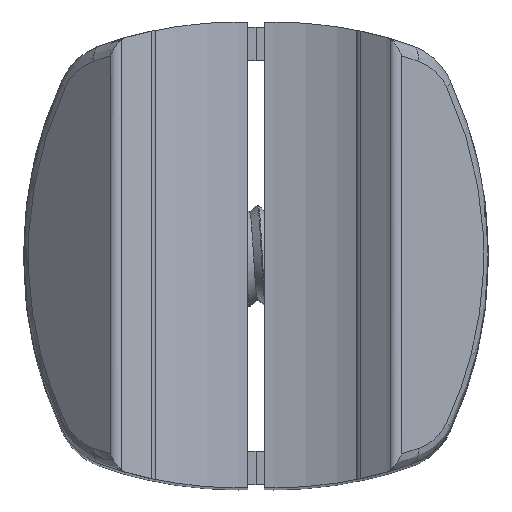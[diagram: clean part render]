
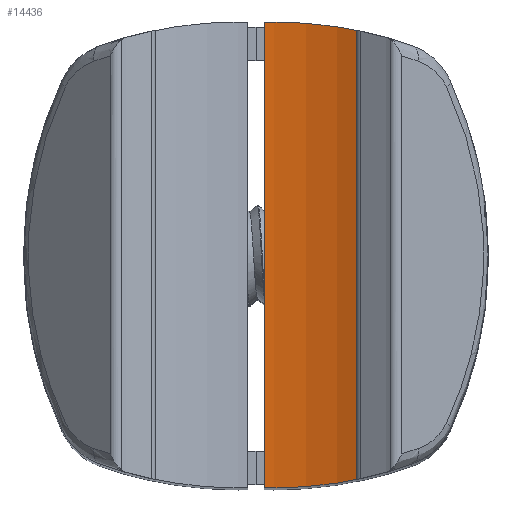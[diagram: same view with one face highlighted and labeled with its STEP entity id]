
A CAD part, top view. The second image highlights one B-rep face of the part: STEP entity #14436.
In plain terms, the highlighted cylindrical face has radius 14.2 mm (diameter 28.4 mm), a partial arc.
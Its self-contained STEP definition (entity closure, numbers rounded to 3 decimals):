
#1705 = CARTESIAN_POINT ( 'NONE',  ( 1.079, -14.023, 35.841 ) ) ;
#1795 = CARTESIAN_POINT ( 'NONE',  ( 4.896, 13.749, 36.634 ) ) ;
#2244 = EDGE_CURVE ( 'NONE', #30779, #22197, #20574, .T. ) ;
#2385 = VERTEX_POINT ( 'NONE', #4596 ) ;
#4115 = EDGE_CURVE ( 'NONE', #22197, #2385, #19888, .T. ) ;
#4596 = CARTESIAN_POINT ( 'NONE',  ( 0.5, -14.017, 35.809 ) ) ;
#5075 = VECTOR ( 'NONE', #42743, 1000. ) ;
#5330 = CARTESIAN_POINT ( 'NONE',  ( 2.762, 13.968, 36.069 ) ) ;
#5725 = CARTESIAN_POINT ( 'NONE',  ( 5.804, -13.577, 37.031 ) ) ;
#5926 = EDGE_CURVE ( 'NONE', #24602, #39098, #36580, .T. ) ;
#7879 = CARTESIAN_POINT ( 'NONE',  ( 0., -50., 50. ) ) ;
#8265 = CARTESIAN_POINT ( 'NONE',  ( 6.694, 13.385, 37.477 ) ) ;
#8451 = VERTEX_POINT ( 'NONE', #32005 ) ;
#9244 = CARTESIAN_POINT ( 'NONE',  ( 4.059, -13.845, 36.392 ) ) ;
#9645 = CARTESIAN_POINT ( 'NONE',  ( 0.564, 14.018, 35.811 ) ) ;
#11395 = CARTESIAN_POINT ( 'NONE',  ( 0.886, -14.023, 35.827 ) ) ;
#11656 = FACE_OUTER_BOUND ( 'NONE', #40671, .T. ) ;
#11939 = CARTESIAN_POINT ( 'NONE',  ( 3.708, 13.885, 36.292 ) ) ;
#12456 = DIRECTION ( 'NONE',  ( 0., -1., 0. ) ) ;
#13485 = ORIENTED_EDGE ( 'NONE', *, *, #2244, .F. ) ;
#14436 = ADVANCED_FACE ( 'NONE', ( #11656 ), #21930, .F. ) ;
#14658 = CARTESIAN_POINT ( 'NONE',  ( 0.5, -14.017, 35.809 ) ) ;
#15073 = LINE ( 'NONE', #8265, #22601 ) ;
#15119 = CARTESIAN_POINT ( 'NONE',  ( 0.693, -14.021, 35.816 ) ) ;
#15362 = ORIENTED_EDGE ( 'NONE', *, *, #5926, .F. ) ;
#15830 = CARTESIAN_POINT ( 'NONE',  ( 4.769, -13.752, 36.62 ) ) ;
#17662 = EDGE_CURVE ( 'NONE', #2385, #24602, #42097, .T. ) ;
#18917 = CARTESIAN_POINT ( 'NONE',  ( 6.694, 13.385, 37.477 ) ) ;
#19108 = CARTESIAN_POINT ( 'NONE',  ( 5.116, -13.696, 36.751 ) ) ;
#19888 = B_SPLINE_CURVE_WITH_KNOTS ( 'NONE', 3,
 ( #1705, #31766, #11395, #15119, #28486, #14658 ),
 .UNSPECIFIED., .F., .F.,
 ( 4, 1, 1, 4 ),
 ( 0., 0.333, 0.667, 1. ),
 .UNSPECIFIED. ) ;
#20468 = EDGE_CURVE ( 'NONE', #8451, #30779, #15073, .T. ) ;
#20574 = B_SPLINE_CURVE_WITH_KNOTS ( 'NONE', 3,
 ( #22399, #35777, #5725, #19108, #15830, #29193, #42619, #9244, #30245, #39962, #40829 ),
 .UNSPECIFIED., .F., .F.,
 ( 4, 2, 1, 2, 2, 4 ),
 ( 0., 0.25, 0.375, 0.438, 0.5, 1. ),
 .UNSPECIFIED. ) ;
#21030 = CARTESIAN_POINT ( 'NONE',  ( 1.079, -14.023, 35.841 ) ) ;
#21110 = EDGE_CURVE ( 'NONE', #39098, #8451, #24185, .T. ) ;
#21501 = DIRECTION ( 'NONE',  ( 0., -1., 0. ) ) ;
#21784 = CARTESIAN_POINT ( 'NONE',  ( 3.824, 13.873, 36.324 ) ) ;
#21930 = CYLINDRICAL_SURFACE ( 'NONE', #28169, 14.2 ) ;
#22197 = VERTEX_POINT ( 'NONE', #21030 ) ;
#22399 = CARTESIAN_POINT ( 'NONE',  ( 6.694, -13.385, 37.477 ) ) ;
#22601 = VECTOR ( 'NONE', #12456, 1000. ) ;
#23213 = CARTESIAN_POINT ( 'NONE',  ( 0.5, 14.017, 35.809 ) ) ;
#24185 = B_SPLINE_CURVE_WITH_KNOTS ( 'NONE', 3,
 ( #38499, #38935, #25723, #5330, #39144, #34717, #11939, #21784, #1795, #35155, #18917 ),
 .UNSPECIFIED., .F., .F.,
 ( 4, 2, 1, 2, 2, 4 ),
 ( 0., 0.25, 0.375, 0.437, 0.5, 1. ),
 .UNSPECIFIED. ) ;
#24602 = VERTEX_POINT ( 'NONE', #25508 ) ;
#25508 = CARTESIAN_POINT ( 'NONE',  ( 0.5, 14.017, 35.809 ) ) ;
#25723 = CARTESIAN_POINT ( 'NONE',  ( 2.046, 14.009, 35.94 ) ) ;
#25848 = CARTESIAN_POINT ( 'NONE',  ( 1.079, 14.023, 35.841 ) ) ;
#26280 = CARTESIAN_POINT ( 'NONE',  ( 1.015, 14.023, 35.836 ) ) ;
#26491 = CARTESIAN_POINT ( 'NONE',  ( 0.693, 14.021, 35.816 ) ) ;
#26603 = ORIENTED_EDGE ( 'NONE', *, *, #4115, .F. ) ;
#28169 = AXIS2_PLACEMENT_3D ( 'NONE', #7879, #21501, #38632 ) ;
#28486 = CARTESIAN_POINT ( 'NONE',  ( 0.564, -14.018, 35.811 ) ) ;
#29153 = ORIENTED_EDGE ( 'NONE', *, *, #17662, .F. ) ;
#29193 = CARTESIAN_POINT ( 'NONE',  ( 4.416, -13.8, 36.503 ) ) ;
#30245 = CARTESIAN_POINT ( 'NONE',  ( 3.005, -13.967, 36.087 ) ) ;
#30779 = VERTEX_POINT ( 'NONE', #41227 ) ;
#31747 = CARTESIAN_POINT ( 'NONE',  ( 0.5, -14.017, 35.809 ) ) ;
#31766 = CARTESIAN_POINT ( 'NONE',  ( 1.015, -14.023, 35.836 ) ) ;
#32005 = CARTESIAN_POINT ( 'NONE',  ( 6.694, 13.385, 37.477 ) ) ;
#34717 = CARTESIAN_POINT ( 'NONE',  ( 3.473, 13.909, 36.23 ) ) ;
#34745 = CARTESIAN_POINT ( 'NONE',  ( 1.079, 14.023, 35.841 ) ) ;
#35155 = CARTESIAN_POINT ( 'NONE',  ( 5.814, 13.587, 37.007 ) ) ;
#35446 = ORIENTED_EDGE ( 'NONE', *, *, #21110, .F. ) ;
#35777 = CARTESIAN_POINT ( 'NONE',  ( 6.254, -13.486, 37.242 ) ) ;
#36580 = B_SPLINE_CURVE_WITH_KNOTS ( 'NONE', 3,
 ( #23213, #9645, #26491, #42992, #26280, #25848 ),
 .UNSPECIFIED., .F., .F.,
 ( 4, 1, 1, 4 ),
 ( 0., 0.333, 0.667, 1. ),
 .UNSPECIFIED. ) ;
#38499 = CARTESIAN_POINT ( 'NONE',  ( 1.079, 14.023, 35.841 ) ) ;
#38632 = DIRECTION ( 'NONE',  ( 0., 0., -1. ) ) ;
#38935 = CARTESIAN_POINT ( 'NONE',  ( 1.564, 14.023, 35.878 ) ) ;
#39098 = VERTEX_POINT ( 'NONE', #34745 ) ;
#39144 = CARTESIAN_POINT ( 'NONE',  ( 3.119, 13.942, 36.143 ) ) ;
#39962 = CARTESIAN_POINT ( 'NONE',  ( 2.049, -14.023, 35.915 ) ) ;
#40671 = EDGE_LOOP ( 'NONE', ( #41924, #35446, #15362, #29153, #26603, #13485 ) ) ;
#40829 = CARTESIAN_POINT ( 'NONE',  ( 1.079, -14.023, 35.841 ) ) ;
#41227 = CARTESIAN_POINT ( 'NONE',  ( 6.694, -13.385, 37.477 ) ) ;
#41924 = ORIENTED_EDGE ( 'NONE', *, *, #20468, .F. ) ;
#42097 = LINE ( 'NONE', #31747, #5075 ) ;
#42619 = CARTESIAN_POINT ( 'NONE',  ( 4.18, -13.831, 36.428 ) ) ;
#42743 = DIRECTION ( 'NONE',  ( 0., 1., 0. ) ) ;
#42992 = CARTESIAN_POINT ( 'NONE',  ( 0.886, 14.023, 35.827 ) ) ;
